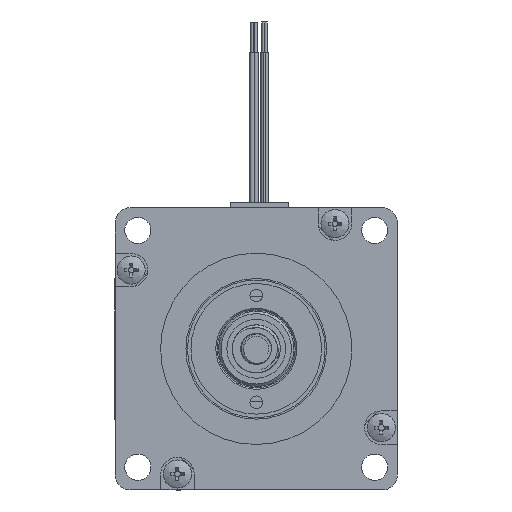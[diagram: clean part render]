
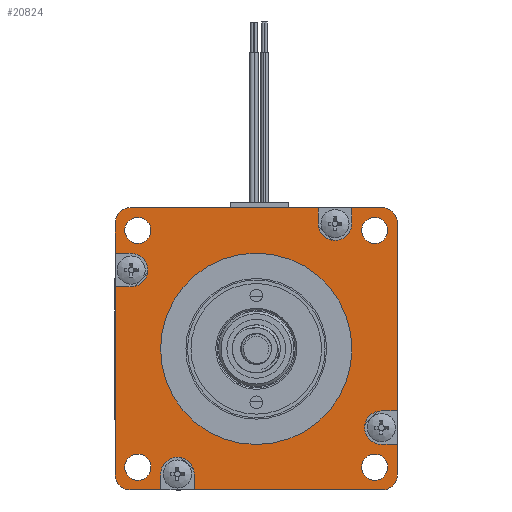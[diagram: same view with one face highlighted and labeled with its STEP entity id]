
A CAD part, left-side view. The second image highlights one B-rep face of the part: STEP entity #20824.
In plain terms, the highlighted face is planar.
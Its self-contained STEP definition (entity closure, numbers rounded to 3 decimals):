
#1408=LINE('',#35946,#3047);
#1409=LINE('',#35948,#3048);
#1410=LINE('',#35952,#3049);
#1411=LINE('',#35954,#3050);
#1412=LINE('',#35958,#3051);
#1413=LINE('',#35960,#3052);
#1414=LINE('',#35964,#3053);
#1415=LINE('',#35966,#3054);
#1416=LINE('',#35970,#3055);
#1417=LINE('',#35972,#3056);
#1418=LINE('',#35976,#3057);
#1419=LINE('',#35978,#3058);
#1420=LINE('',#35982,#3059);
#1421=LINE('',#35984,#3060);
#1422=LINE('',#35988,#3061);
#1423=LINE('',#35989,#3062);
#3047=VECTOR('',#29204,3.185);
#3048=VECTOR('',#29205,37.453);
#3049=VECTOR('',#29208,6.122);
#3050=VECTOR('',#29209,2.688);
#3051=VECTOR('',#29212,3.185);
#3052=VECTOR('',#29213,37.453);
#3053=VECTOR('',#29216,6.122);
#3054=VECTOR('',#29217,2.688);
#3055=VECTOR('',#29220,3.185);
#3056=VECTOR('',#29221,37.453);
#3057=VECTOR('',#29224,6.122);
#3058=VECTOR('',#29225,2.688);
#3059=VECTOR('',#29228,3.185);
#3060=VECTOR('',#29229,37.453);
#3061=VECTOR('',#29232,6.122);
#3062=VECTOR('',#29233,2.688);
#3850=PLANE('',#23178);
#5149=CIRCLE('',#23179,3.331);
#5150=CIRCLE('',#23180,3.);
#5151=CIRCLE('',#23181,3.331);
#5152=CIRCLE('',#23182,3.);
#5153=CIRCLE('',#23183,3.331);
#5154=CIRCLE('',#23184,3.);
#5155=CIRCLE('',#23185,3.331);
#5156=CIRCLE('',#23186,3.);
#5157=CIRCLE('',#23187,2.6);
#5158=CIRCLE('',#23188,2.6);
#5159=CIRCLE('',#23189,2.6);
#5160=CIRCLE('',#23190,2.6);
#5161=CIRCLE('',#23191,19.05);
#5461=FACE_BOUND('',#7701,.T.);
#5462=FACE_BOUND('',#7702,.T.);
#5463=FACE_BOUND('',#7703,.T.);
#5464=FACE_BOUND('',#7704,.T.);
#5465=FACE_BOUND('',#7705,.T.);
#6451=FACE_OUTER_BOUND('',#7700,.T.);
#7700=EDGE_LOOP('',(#18251,#18252,#18253,#18254,#18255,#18256,#18257,#18258,
#18259,#18260,#18261,#18262,#18263,#18264,#18265,#18266,#18267,#18268,#18269,
#18270,#18271,#18272,#18273,#18274));
#7701=EDGE_LOOP('',(#18275));
#7702=EDGE_LOOP('',(#18276));
#7703=EDGE_LOOP('',(#18277));
#7704=EDGE_LOOP('',(#18278));
#7705=EDGE_LOOP('',(#18279));
#9782=VERTEX_POINT('',#35942);
#9783=VERTEX_POINT('',#35943);
#9784=VERTEX_POINT('',#35945);
#9785=VERTEX_POINT('',#35947);
#9786=VERTEX_POINT('',#35949);
#9787=VERTEX_POINT('',#35951);
#9788=VERTEX_POINT('',#35953);
#9789=VERTEX_POINT('',#35955);
#9790=VERTEX_POINT('',#35957);
#9791=VERTEX_POINT('',#35959);
#9792=VERTEX_POINT('',#35961);
#9793=VERTEX_POINT('',#35963);
#9794=VERTEX_POINT('',#35965);
#9795=VERTEX_POINT('',#35967);
#9796=VERTEX_POINT('',#35969);
#9797=VERTEX_POINT('',#35971);
#9798=VERTEX_POINT('',#35973);
#9799=VERTEX_POINT('',#35975);
#9800=VERTEX_POINT('',#35977);
#9801=VERTEX_POINT('',#35979);
#9802=VERTEX_POINT('',#35981);
#9803=VERTEX_POINT('',#35983);
#9804=VERTEX_POINT('',#35985);
#9805=VERTEX_POINT('',#35987);
#9806=VERTEX_POINT('',#35990);
#9807=VERTEX_POINT('',#35992);
#9808=VERTEX_POINT('',#35994);
#9809=VERTEX_POINT('',#35996);
#9810=VERTEX_POINT('',#35998);
#12678=EDGE_CURVE('',#9782,#9783,#5149,.T.);
#12679=EDGE_CURVE('',#9784,#9782,#1408,.T.);
#12680=EDGE_CURVE('',#9784,#9785,#1409,.T.);
#12681=EDGE_CURVE('',#9785,#9786,#5150,.T.);
#12682=EDGE_CURVE('',#9786,#9787,#1410,.T.);
#12683=EDGE_CURVE('',#9788,#9787,#1411,.T.);
#12684=EDGE_CURVE('',#9789,#9788,#5151,.T.);
#12685=EDGE_CURVE('',#9790,#9789,#1412,.T.);
#12686=EDGE_CURVE('',#9790,#9791,#1413,.T.);
#12687=EDGE_CURVE('',#9791,#9792,#5152,.T.);
#12688=EDGE_CURVE('',#9792,#9793,#1414,.T.);
#12689=EDGE_CURVE('',#9794,#9793,#1415,.T.);
#12690=EDGE_CURVE('',#9795,#9794,#5153,.T.);
#12691=EDGE_CURVE('',#9796,#9795,#1416,.T.);
#12692=EDGE_CURVE('',#9796,#9797,#1417,.T.);
#12693=EDGE_CURVE('',#9797,#9798,#5154,.T.);
#12694=EDGE_CURVE('',#9798,#9799,#1418,.T.);
#12695=EDGE_CURVE('',#9800,#9799,#1419,.T.);
#12696=EDGE_CURVE('',#9801,#9800,#5155,.T.);
#12697=EDGE_CURVE('',#9802,#9801,#1420,.T.);
#12698=EDGE_CURVE('',#9802,#9803,#1421,.T.);
#12699=EDGE_CURVE('',#9803,#9804,#5156,.T.);
#12700=EDGE_CURVE('',#9804,#9805,#1422,.T.);
#12701=EDGE_CURVE('',#9783,#9805,#1423,.T.);
#12702=EDGE_CURVE('',#9806,#9806,#5157,.T.);
#12703=EDGE_CURVE('',#9807,#9807,#5158,.T.);
#12704=EDGE_CURVE('',#9808,#9808,#5159,.T.);
#12705=EDGE_CURVE('',#9809,#9809,#5160,.T.);
#12706=EDGE_CURVE('',#9810,#9810,#5161,.F.);
#18251=ORIENTED_EDGE('',*,*,#12678,.F.);
#18252=ORIENTED_EDGE('',*,*,#12679,.F.);
#18253=ORIENTED_EDGE('',*,*,#12680,.T.);
#18254=ORIENTED_EDGE('',*,*,#12681,.T.);
#18255=ORIENTED_EDGE('',*,*,#12682,.T.);
#18256=ORIENTED_EDGE('',*,*,#12683,.F.);
#18257=ORIENTED_EDGE('',*,*,#12684,.F.);
#18258=ORIENTED_EDGE('',*,*,#12685,.F.);
#18259=ORIENTED_EDGE('',*,*,#12686,.T.);
#18260=ORIENTED_EDGE('',*,*,#12687,.T.);
#18261=ORIENTED_EDGE('',*,*,#12688,.T.);
#18262=ORIENTED_EDGE('',*,*,#12689,.F.);
#18263=ORIENTED_EDGE('',*,*,#12690,.F.);
#18264=ORIENTED_EDGE('',*,*,#12691,.F.);
#18265=ORIENTED_EDGE('',*,*,#12692,.T.);
#18266=ORIENTED_EDGE('',*,*,#12693,.T.);
#18267=ORIENTED_EDGE('',*,*,#12694,.T.);
#18268=ORIENTED_EDGE('',*,*,#12695,.F.);
#18269=ORIENTED_EDGE('',*,*,#12696,.F.);
#18270=ORIENTED_EDGE('',*,*,#12697,.F.);
#18271=ORIENTED_EDGE('',*,*,#12698,.T.);
#18272=ORIENTED_EDGE('',*,*,#12699,.T.);
#18273=ORIENTED_EDGE('',*,*,#12700,.T.);
#18274=ORIENTED_EDGE('',*,*,#12701,.F.);
#18275=ORIENTED_EDGE('',*,*,#12702,.F.);
#18276=ORIENTED_EDGE('',*,*,#12703,.F.);
#18277=ORIENTED_EDGE('',*,*,#12704,.F.);
#18278=ORIENTED_EDGE('',*,*,#12705,.F.);
#18279=ORIENTED_EDGE('',*,*,#12706,.F.);
#20824=ADVANCED_FACE('',(#6451,#5461,#5462,#5463,#5464,#5465),#3850,.F.);
#23178=AXIS2_PLACEMENT_3D('',#35941,#29200,#29201);
#23179=AXIS2_PLACEMENT_3D('',#35944,#29202,#29203);
#23180=AXIS2_PLACEMENT_3D('',#35950,#29206,#29207);
#23181=AXIS2_PLACEMENT_3D('',#35956,#29210,#29211);
#23182=AXIS2_PLACEMENT_3D('',#35962,#29214,#29215);
#23183=AXIS2_PLACEMENT_3D('',#35968,#29218,#29219);
#23184=AXIS2_PLACEMENT_3D('',#35974,#29222,#29223);
#23185=AXIS2_PLACEMENT_3D('',#35980,#29226,#29227);
#23186=AXIS2_PLACEMENT_3D('',#35986,#29230,#29231);
#23187=AXIS2_PLACEMENT_3D('',#35991,#29234,#29235);
#23188=AXIS2_PLACEMENT_3D('',#35993,#29236,#29237);
#23189=AXIS2_PLACEMENT_3D('',#35995,#29238,#29239);
#23190=AXIS2_PLACEMENT_3D('',#35997,#29240,#29241);
#23191=AXIS2_PLACEMENT_3D('',#35999,#29242,#29243);
#29200=DIRECTION('center_axis',(0.,-1.,0.));
#29201=DIRECTION('ref_axis',(0.,0.,-1.));
#29202=DIRECTION('center_axis',(0.,1.,0.));
#29203=DIRECTION('ref_axis',(-1.,0.,0.));
#29204=DIRECTION('',(-1.,0.,0.));
#29205=DIRECTION('',(0.,0.,-1.));
#29206=DIRECTION('center_axis',(0.,1.,0.));
#29207=DIRECTION('ref_axis',(0.,0.,1.));
#29208=DIRECTION('',(-1.,0.,0.));
#29209=DIRECTION('',(0.,0.,-1.));
#29210=DIRECTION('center_axis',(0.,1.,0.));
#29211=DIRECTION('ref_axis',(0.,0.,1.));
#29212=DIRECTION('',(0.,0.,1.));
#29213=DIRECTION('',(-1.,0.,0.));
#29214=DIRECTION('center_axis',(0.,1.,0.));
#29215=DIRECTION('ref_axis',(0.,0.,-1.));
#29216=DIRECTION('',(0.,0.,1.));
#29217=DIRECTION('',(-1.,0.,0.));
#29218=DIRECTION('center_axis',(0.,1.,0.));
#29219=DIRECTION('ref_axis',(1.,0.,0.));
#29220=DIRECTION('',(1.,0.,0.));
#29221=DIRECTION('',(0.,0.,1.));
#29222=DIRECTION('center_axis',(0.,1.,0.));
#29223=DIRECTION('ref_axis',(0.,0.,1.));
#29224=DIRECTION('',(1.,0.,0.));
#29225=DIRECTION('',(0.,0.,1.));
#29226=DIRECTION('center_axis',(0.,1.,0.));
#29227=DIRECTION('ref_axis',(0.,0.,-1.));
#29228=DIRECTION('',(0.,0.,-1.));
#29229=DIRECTION('',(1.,0.,0.));
#29230=DIRECTION('center_axis',(0.,1.,0.));
#29231=DIRECTION('ref_axis',(0.,0.,1.));
#29232=DIRECTION('',(0.,0.,-1.));
#29233=DIRECTION('',(1.,0.,0.));
#29234=DIRECTION('center_axis',(0.,1.,0.));
#29235=DIRECTION('ref_axis',(0.,0.,1.));
#29236=DIRECTION('center_axis',(0.,1.,0.));
#29237=DIRECTION('ref_axis',(0.,0.,-1.));
#29238=DIRECTION('center_axis',(0.,1.,0.));
#29239=DIRECTION('ref_axis',(0.,0.,1.));
#29240=DIRECTION('center_axis',(0.,1.,0.));
#29241=DIRECTION('ref_axis',(0.,0.,-1.));
#29242=DIRECTION('center_axis',(0.,-1.,0.));
#29243=DIRECTION('ref_axis',(0.,0.,-1.));
#35941=CARTESIAN_POINT('Origin',(-25.1,5.1,-25.1));
#35942=CARTESIAN_POINT('',(24.915,5.1,12.353));
#35943=CARTESIAN_POINT('',(25.412,5.1,18.978));
#35944=CARTESIAN_POINT('Origin',(24.915,5.1,15.684));
#35945=CARTESIAN_POINT('',(28.1,5.1,12.353));
#35946=CARTESIAN_POINT('',(28.1,5.1,12.353));
#35947=CARTESIAN_POINT('',(28.1,5.1,-25.1));
#35948=CARTESIAN_POINT('',(28.1,5.1,12.353));
#35949=CARTESIAN_POINT('',(25.1,5.1,-28.1));
#35950=CARTESIAN_POINT('Origin',(25.1,5.1,-25.1));
#35951=CARTESIAN_POINT('',(18.978,5.1,-28.1));
#35952=CARTESIAN_POINT('',(25.1,5.1,-28.1));
#35953=CARTESIAN_POINT('',(18.978,5.1,-25.412));
#35954=CARTESIAN_POINT('',(18.978,5.1,-25.412));
#35955=CARTESIAN_POINT('',(12.353,5.1,-24.915));
#35956=CARTESIAN_POINT('Origin',(15.684,5.1,-24.915));
#35957=CARTESIAN_POINT('',(12.353,5.1,-28.1));
#35958=CARTESIAN_POINT('',(12.353,5.1,-28.1));
#35959=CARTESIAN_POINT('',(-25.1,5.1,-28.1));
#35960=CARTESIAN_POINT('',(12.353,5.1,-28.1));
#35961=CARTESIAN_POINT('',(-28.1,5.1,-25.1));
#35962=CARTESIAN_POINT('Origin',(-25.1,5.1,-25.1));
#35963=CARTESIAN_POINT('',(-28.1,5.1,-18.978));
#35964=CARTESIAN_POINT('',(-28.1,5.1,-25.1));
#35965=CARTESIAN_POINT('',(-25.412,5.1,-18.978));
#35966=CARTESIAN_POINT('',(-25.412,5.1,-18.978));
#35967=CARTESIAN_POINT('',(-24.915,5.1,-12.353));
#35968=CARTESIAN_POINT('Origin',(-24.915,5.1,-15.684));
#35969=CARTESIAN_POINT('',(-28.1,5.1,-12.353));
#35970=CARTESIAN_POINT('',(-28.1,5.1,-12.353));
#35971=CARTESIAN_POINT('',(-28.1,5.1,25.1));
#35972=CARTESIAN_POINT('',(-28.1,5.1,-12.353));
#35973=CARTESIAN_POINT('',(-25.1,5.1,28.1));
#35974=CARTESIAN_POINT('Origin',(-25.1,5.1,25.1));
#35975=CARTESIAN_POINT('',(-18.978,5.1,28.1));
#35976=CARTESIAN_POINT('',(-25.1,5.1,28.1));
#35977=CARTESIAN_POINT('',(-18.978,5.1,25.412));
#35978=CARTESIAN_POINT('',(-18.978,5.1,25.412));
#35979=CARTESIAN_POINT('',(-12.353,5.1,24.915));
#35980=CARTESIAN_POINT('Origin',(-15.684,5.1,24.915));
#35981=CARTESIAN_POINT('',(-12.353,5.1,28.1));
#35982=CARTESIAN_POINT('',(-12.353,5.1,28.1));
#35983=CARTESIAN_POINT('',(25.1,5.1,28.1));
#35984=CARTESIAN_POINT('',(-12.353,5.1,28.1));
#35985=CARTESIAN_POINT('',(28.1,5.1,25.1));
#35986=CARTESIAN_POINT('Origin',(25.1,5.1,25.1));
#35987=CARTESIAN_POINT('',(28.1,5.1,18.978));
#35988=CARTESIAN_POINT('',(28.1,5.1,25.1));
#35989=CARTESIAN_POINT('',(25.412,5.1,18.978));
#35990=CARTESIAN_POINT('',(-23.57,5.1,-20.97));
#35991=CARTESIAN_POINT('Origin',(-23.57,5.1,-23.57));
#35992=CARTESIAN_POINT('',(23.57,5.1,-26.17));
#35993=CARTESIAN_POINT('Origin',(23.57,5.1,-23.57));
#35994=CARTESIAN_POINT('',(23.57,5.1,26.17));
#35995=CARTESIAN_POINT('Origin',(23.57,5.1,23.57));
#35996=CARTESIAN_POINT('',(-23.57,5.1,20.97));
#35997=CARTESIAN_POINT('Origin',(-23.57,5.1,23.57));
#35998=CARTESIAN_POINT('',(0.,5.1,-19.05));
#35999=CARTESIAN_POINT('Origin',(0.,5.1,0.));
